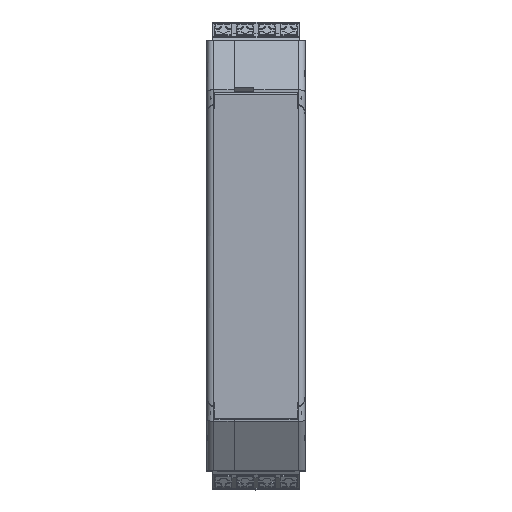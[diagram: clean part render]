
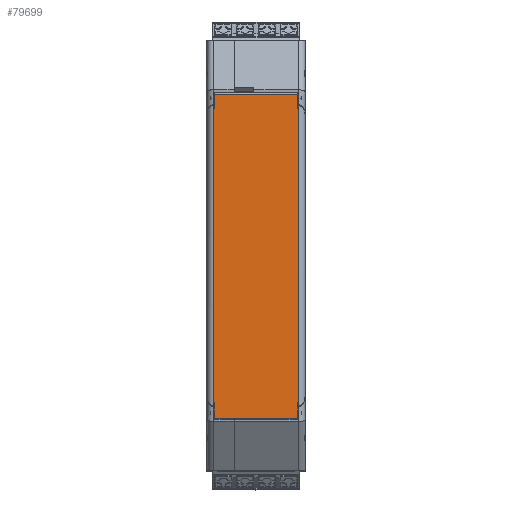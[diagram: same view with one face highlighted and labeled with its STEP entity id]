
A CAD part, top view. The second image highlights one B-rep face of the part: STEP entity #79699.
In plain terms, the highlighted face is planar.
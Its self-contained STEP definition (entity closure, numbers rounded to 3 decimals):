
#5013=VERTEX_POINT('',#112145);
#5014=VERTEX_POINT('',#112147);
#5032=VERTEX_POINT('',#112186);
#5038=VERTEX_POINT('',#112198);
#5045=VERTEX_POINT('',#112225);
#5047=VERTEX_POINT('',#112231);
#5053=VERTEX_POINT('',#112246);
#5054=VERTEX_POINT('',#112247);
#5055=VERTEX_POINT('',#112249);
#5056=VERTEX_POINT('',#112251);
#5057=VERTEX_POINT('',#112253);
#5058=VERTEX_POINT('',#112255);
#13521=VECTOR('',#92040,1.);
#13540=VECTOR('',#92072,1.);
#13551=VECTOR('',#92096,1.);
#13553=VECTOR('',#92102,1.);
#13558=VECTOR('',#92113,1.);
#13559=VECTOR('',#92114,1.);
#13560=VECTOR('',#92115,1.);
#13561=VECTOR('',#92116,1.);
#13562=VECTOR('',#92117,1.);
#13563=VECTOR('',#92118,1.);
#13564=VECTOR('',#92119,1.);
#13565=VECTOR('',#92120,1.);
#23864=LINE('',#112146,#13521);
#23883=LINE('',#112199,#13540);
#23894=LINE('',#112224,#13551);
#23896=LINE('',#112230,#13553);
#23901=LINE('',#112245,#13558);
#23902=LINE('',#112248,#13559);
#23903=LINE('',#112250,#13560);
#23904=LINE('',#112252,#13561);
#23905=LINE('',#112254,#13562);
#23906=LINE('',#112256,#13563);
#23907=LINE('',#112257,#13564);
#23908=LINE('',#112258,#13565);
#34459=EDGE_CURVE('',#5014,#5013,#23864,.T.);
#34484=EDGE_CURVE('',#5038,#5032,#23883,.T.);
#34498=EDGE_CURVE('',#5045,#5032,#23894,.T.);
#34501=EDGE_CURVE('',#5047,#5014,#23896,.T.);
#34508=EDGE_CURVE('',#5053,#5054,#23901,.T.);
#34509=EDGE_CURVE('',#5055,#5054,#23902,.T.);
#34510=EDGE_CURVE('',#5055,#5056,#23903,.T.);
#34511=EDGE_CURVE('',#5057,#5056,#23904,.T.);
#34512=EDGE_CURVE('',#5057,#5058,#23905,.T.);
#34513=EDGE_CURVE('',#5045,#5058,#23906,.T.);
#34514=EDGE_CURVE('',#5038,#5047,#23907,.T.);
#34515=EDGE_CURVE('',#5013,#5053,#23908,.T.);
#48868=ORIENTED_EDGE('',*,*,#34508,.T.);
#48869=ORIENTED_EDGE('',*,*,#34509,.F.);
#48870=ORIENTED_EDGE('',*,*,#34510,.T.);
#48871=ORIENTED_EDGE('',*,*,#34511,.F.);
#48872=ORIENTED_EDGE('',*,*,#34512,.T.);
#48873=ORIENTED_EDGE('',*,*,#34513,.F.);
#48874=ORIENTED_EDGE('',*,*,#34498,.T.);
#48875=ORIENTED_EDGE('',*,*,#34484,.F.);
#48876=ORIENTED_EDGE('',*,*,#34514,.T.);
#48877=ORIENTED_EDGE('',*,*,#34501,.T.);
#48878=ORIENTED_EDGE('',*,*,#34459,.T.);
#48879=ORIENTED_EDGE('',*,*,#34515,.T.);
#70005=EDGE_LOOP('',(#48868,#48869,#48870,#48871,#48872,#48873,#48874,#48875,
#48876,#48877,#48878,#48879));
#74863=FACE_BOUND('',#70005,.T.);
#79699=ADVANCED_FACE('',(#74863),#134041,.T.);
#84254=AXIS2_PLACEMENT_3D('',#112244,#92112,$);
#92040=DIRECTION('',(0.,0.,-1.));
#92072=DIRECTION('',(-1.,0.,0.));
#92096=DIRECTION('',(0.,0.,1.));
#92102=DIRECTION('',(1.,0.,0.));
#92112=DIRECTION('',(0.,1.,0.));
#92113=DIRECTION('',(0.,0.,-1.));
#92114=DIRECTION('',(1.,0.,0.));
#92115=DIRECTION('',(0.,0.,-1.));
#92116=DIRECTION('',(1.,0.,0.));
#92117=DIRECTION('',(0.,0.,1.));
#92118=DIRECTION('',(1.,0.,0.));
#92119=DIRECTION('',(0.,0.,1.));
#92120=DIRECTION('',(1.,0.,0.));
#112145=CARTESIAN_POINT('',(34.6,114.5,7.15));
#112146=CARTESIAN_POINT('',(34.6,114.5,8.8));
#112147=CARTESIAN_POINT('',(34.6,114.5,7.3));
#112186=CARTESIAN_POINT('',(-37.2,114.5,7.15));
#112198=CARTESIAN_POINT('',(-34.6,114.5,7.15));
#112199=CARTESIAN_POINT('',(-32.78,114.5,7.15));
#112224=CARTESIAN_POINT('',(-37.2,114.5,-7.25));
#112225=CARTESIAN_POINT('',(-37.2,114.5,-12.15));
#112230=CARTESIAN_POINT('',(-32.78,114.5,7.3));
#112231=CARTESIAN_POINT('',(-34.6,114.5,7.3));
#112244=CARTESIAN_POINT('',(-37.2,114.5,-10.772));
#112245=CARTESIAN_POINT('',(37.5,114.5,8.8));
#112246=CARTESIAN_POINT('',(37.5,114.5,7.15));
#112247=CARTESIAN_POINT('',(37.5,114.5,-12.15));
#112248=CARTESIAN_POINT('',(-32.78,114.5,-12.15));
#112249=CARTESIAN_POINT('',(34.6,114.5,-12.15));
#112250=CARTESIAN_POINT('',(34.6,114.5,8.8));
#112251=CARTESIAN_POINT('',(34.6,114.5,-12.3));
#112252=CARTESIAN_POINT('',(-32.78,114.5,-12.3));
#112253=CARTESIAN_POINT('',(-34.6,114.5,-12.3));
#112254=CARTESIAN_POINT('',(-34.6,114.5,8.8));
#112255=CARTESIAN_POINT('',(-34.6,114.5,-12.15));
#112256=CARTESIAN_POINT('',(-32.78,114.5,-12.15));
#112257=CARTESIAN_POINT('',(-34.6,114.5,8.8));
#112258=CARTESIAN_POINT('',(-32.78,114.5,7.15));
#134041=PLANE('',#84254);
